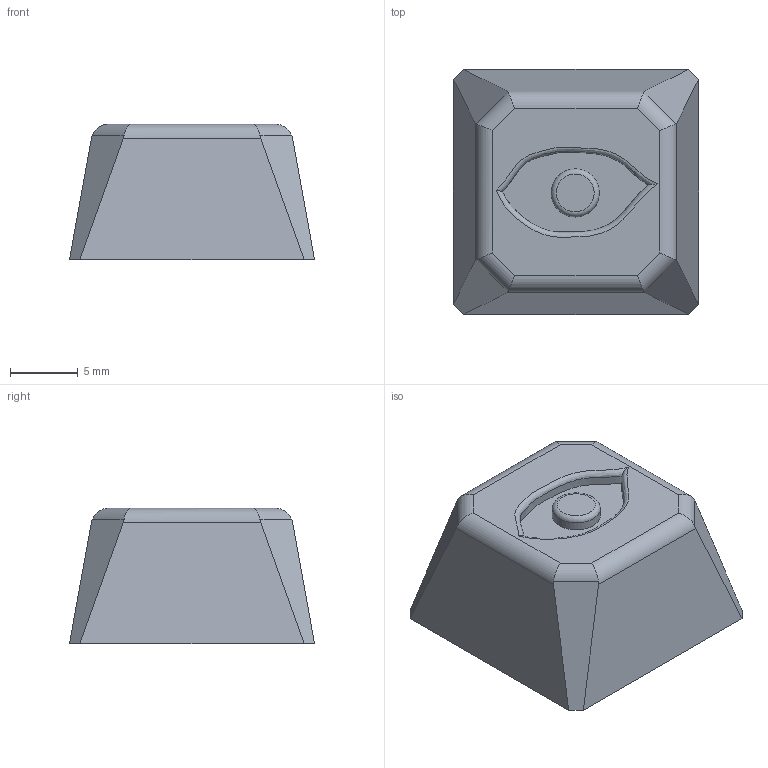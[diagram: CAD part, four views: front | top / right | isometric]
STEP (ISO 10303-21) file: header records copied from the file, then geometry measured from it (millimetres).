
FILE_DESCRIPTION(/* description */ (''),/* implementation_level */ '2;1');
FILE_NAME(/* name */ 'eyecap 1-wide.step',/* time_stamp */ '2025-06-16T11:02:32-04:00',/* author */ (''),/* organization */ (''),/* preprocessor_version */ 'ST-DEVELOPER v20.1',/* originating_system */ 'Autodesk Translation Framework v14.10.0.0',/* authorisation */ '');
FILE_SCHEMA (('AUTOMOTIVE_DESIGN { 1 0 10303 214 3 1 1 }'));
Length unit declared in the file: inch
Products named in the file (1): eyecap
Bounding box: 18.1 x 18.1 x 10 mm (x, y, z)
Volume: 1162.7 mm3; surface area: 1753.8 mm2
Topology: 1 solids, 1 shells, 62 faces, 149 edges, 94 vertices
Faces by surface type: plane 46, cylinder 10, bspline 5, torus 1
Full cylindrical faces by diameter (mm): 3.556 x1, 6 x1
Entity records: 2591 total; most frequent: CARTESIAN_POINT 1122, ORIENTED_EDGE 298, DIRECTION 278, EDGE_CURVE 149, LINE 116, VECTOR 116, VERTEX_POINT 94, AXIS2_PLACEMENT_3D 81
